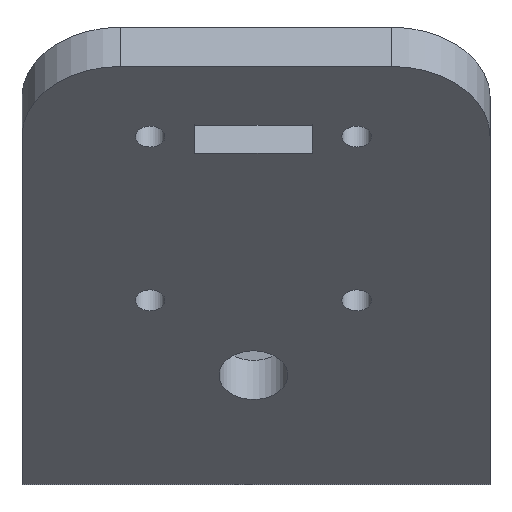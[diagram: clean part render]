
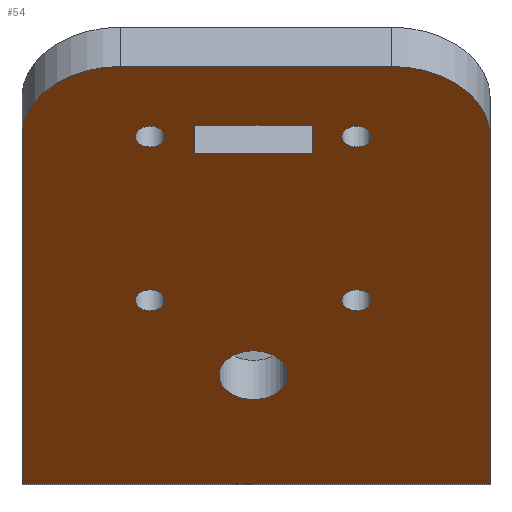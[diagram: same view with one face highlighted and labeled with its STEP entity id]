
A CAD part, top view. The second image highlights one B-rep face of the part: STEP entity #54.
In plain terms, the highlighted planar face has unit normal (0, -0.707, 0.707).
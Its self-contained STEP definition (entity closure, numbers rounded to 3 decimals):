
#54=ADVANCED_FACE('',(#98,#100,#102,#104,#106,#108,#110),#112,.T.);
#98=FACE_BOUND('',#99,.T.);
#99=EDGE_LOOP('',(#328,#329,#330,#331,#332,#333));
#100=FACE_BOUND('',#101,.T.);
#101=EDGE_LOOP('',(#334,#335,#336,#337));
#102=FACE_BOUND('',#103,.T.);
#103=EDGE_LOOP('',(#338));
#104=FACE_BOUND('',#105,.T.);
#105=EDGE_LOOP('',(#339));
#106=FACE_BOUND('',#107,.T.);
#107=EDGE_LOOP('',(#340));
#108=FACE_BOUND('',#109,.T.);
#109=EDGE_LOOP('',(#341));
#110=FACE_BOUND('',#111,.T.);
#111=EDGE_LOOP('',(#342));
#112=PLANE('',#113);
#113=AXIS2_PLACEMENT_3D('',#114,#115,#116);
#114=CARTESIAN_POINT('',(-312.944,-95.8,143.));
#115=DIRECTION('',(0.,-0.707,0.707));
#116=DIRECTION('',(0.,0.707,0.707));
#328=ORIENTED_EDGE('',*,*,#456,.F.);
#329=ORIENTED_EDGE('',*,*,#457,.F.);
#330=ORIENTED_EDGE('',*,*,#458,.F.);
#331=ORIENTED_EDGE('',*,*,#459,.F.);
#332=ORIENTED_EDGE('',*,*,#460,.F.);
#333=ORIENTED_EDGE('',*,*,#461,.T.);
#334=ORIENTED_EDGE('',*,*,#462,.T.);
#335=ORIENTED_EDGE('',*,*,#463,.T.);
#336=ORIENTED_EDGE('',*,*,#464,.T.);
#337=ORIENTED_EDGE('',*,*,#465,.T.);
#338=ORIENTED_EDGE('',*,*,#466,.T.);
#339=ORIENTED_EDGE('',*,*,#467,.T.);
#340=ORIENTED_EDGE('',*,*,#468,.T.);
#341=ORIENTED_EDGE('',*,*,#469,.T.);
#342=ORIENTED_EDGE('',*,*,#470,.T.);
#456=EDGE_CURVE('',#535,#536,#537,.F.);
#457=EDGE_CURVE('',#538,#535,#539,.T.);
#458=EDGE_CURVE('',#540,#538,#541,.T.);
#459=EDGE_CURVE('',#542,#540,#543,.T.);
#460=EDGE_CURVE('',#544,#542,#545,.F.);
#461=EDGE_CURVE('',#544,#536,#546,.T.);
#462=EDGE_CURVE('',#547,#548,#549,.F.);
#463=EDGE_CURVE('',#548,#550,#551,.F.);
#464=EDGE_CURVE('',#550,#552,#553,.F.);
#465=EDGE_CURVE('',#552,#547,#554,.F.);
#466=EDGE_CURVE('',#555,#555,#556,.F.);
#467=EDGE_CURVE('',#557,#557,#558,.F.);
#468=EDGE_CURVE('',#559,#559,#560,.F.);
#469=EDGE_CURVE('',#561,#561,#562,.F.);
#470=EDGE_CURVE('',#563,#563,#564,.F.);
#535=VERTEX_POINT('',#684);
#536=VERTEX_POINT('',#685);
#537=CIRCLE('',#686,10.);
#538=VERTEX_POINT('',#690);
#539=LINE('',#691,#692);
#540=VERTEX_POINT('',#694);
#541=LINE('',#695,#696);
#542=VERTEX_POINT('',#698);
#543=LINE('',#699,#700);
#544=VERTEX_POINT('',#702);
#545=CIRCLE('',#703,10.);
#546=LINE('',#707,#708);
#547=VERTEX_POINT('',#710);
#548=VERTEX_POINT('',#711);
#549=LINE('',#712,#713);
#550=VERTEX_POINT('',#715);
#551=LINE('',#716,#717);
#552=VERTEX_POINT('',#719);
#553=LINE('',#720,#721);
#554=LINE('',#723,#724);
#555=VERTEX_POINT('',#726);
#556=CIRCLE('',#727,1.5);
#557=VERTEX_POINT('',#731);
#558=CIRCLE('',#732,1.5);
#559=VERTEX_POINT('',#736);
#560=CIRCLE('',#737,1.5);
#561=VERTEX_POINT('',#741);
#562=CIRCLE('',#742,1.5);
#563=VERTEX_POINT('',#746);
#564=CIRCLE('',#747,3.5);
#684=CARTESIAN_POINT('',(-361.54,-60.445,178.355));
#685=CARTESIAN_POINT('',(-351.54,-53.374,185.426));
#686=AXIS2_PLACEMENT_3D('',#687,#688,#689);
#687=CARTESIAN_POINT('',(-351.54,-60.445,178.355));
#688=DIRECTION('',(0.,-0.707,0.707));
#689=DIRECTION('',(0.,0.707,0.707));
#690=CARTESIAN_POINT('',(-361.54,-95.8,143.));
#691=CARTESIAN_POINT('',(-361.54,-95.8,143.));
#692=VECTOR('',#693,1.);
#693=DIRECTION('',(0.,0.707,0.707));
#694=CARTESIAN_POINT('',(-313.944,-95.8,143.));
#695=CARTESIAN_POINT('',(-313.944,-95.8,143.));
#696=VECTOR('',#697,1.);
#697=DIRECTION('',(-1.,0.,0.));
#698=CARTESIAN_POINT('',(-313.944,-60.445,178.355));
#699=CARTESIAN_POINT('',(-313.944,-60.445,178.355));
#700=VECTOR('',#701,1.);
#701=DIRECTION('',(0.,-0.707,-0.707));
#702=CARTESIAN_POINT('',(-323.944,-53.374,185.426));
#703=AXIS2_PLACEMENT_3D('',#704,#705,#706);
#704=CARTESIAN_POINT('',(-323.944,-60.445,178.355));
#705=DIRECTION('',(0.,-0.707,0.707));
#706=DIRECTION('',(1.,0.,0.));
#707=CARTESIAN_POINT('',(-323.944,-53.374,185.426));
#708=VECTOR('',#709,1.);
#709=DIRECTION('',(-1.,0.,0.));
#710=CARTESIAN_POINT('',(-332.,-62.165,176.635));
#711=CARTESIAN_POINT('',(-344.,-62.165,176.635));
#712=CARTESIAN_POINT('',(-344.,-62.165,176.635));
#713=VECTOR('',#714,1.);
#714=DIRECTION('',(1.,0.,0.));
#715=CARTESIAN_POINT('',(-344.,-59.337,179.463));
#716=CARTESIAN_POINT('',(-344.,-59.337,179.463));
#717=VECTOR('',#718,1.);
#718=DIRECTION('',(0.,-0.707,-0.707));
#719=CARTESIAN_POINT('',(-332.,-59.337,179.463));
#720=CARTESIAN_POINT('',(-332.,-59.337,179.463));
#721=VECTOR('',#722,1.);
#722=DIRECTION('',(-1.,0.,0.));
#723=CARTESIAN_POINT('',(-332.,-62.165,176.635));
#724=VECTOR('',#725,1.);
#725=DIRECTION('',(0.,0.707,0.707));
#726=CARTESIAN_POINT('',(-347.,-77.111,161.689));
#727=AXIS2_PLACEMENT_3D('',#728,#729,#730);
#728=CARTESIAN_POINT('',(-348.5,-77.111,161.689));
#729=DIRECTION('',(0.,-0.707,0.707));
#730=DIRECTION('',(1.,0.,0.));
#731=CARTESIAN_POINT('',(-326.,-77.111,161.689));
#732=AXIS2_PLACEMENT_3D('',#733,#734,#735);
#733=CARTESIAN_POINT('',(-327.5,-77.111,161.689));
#734=DIRECTION('',(0.,-0.707,0.707));
#735=DIRECTION('',(1.,0.,0.));
#736=CARTESIAN_POINT('',(-326.,-60.494,178.306));
#737=AXIS2_PLACEMENT_3D('',#738,#739,#740);
#738=CARTESIAN_POINT('',(-327.5,-60.494,178.306));
#739=DIRECTION('',(0.,-0.707,0.707));
#740=DIRECTION('',(1.,0.,0.));
#741=CARTESIAN_POINT('',(-347.,-60.494,178.306));
#742=AXIS2_PLACEMENT_3D('',#743,#744,#745);
#743=CARTESIAN_POINT('',(-348.5,-60.494,178.306));
#744=DIRECTION('',(0.,-0.707,0.707));
#745=DIRECTION('',(1.,0.,0.));
#746=CARTESIAN_POINT('',(-334.5,-84.716,154.084));
#747=AXIS2_PLACEMENT_3D('',#748,#749,#750);
#748=CARTESIAN_POINT('',(-338.,-84.716,154.084));
#749=DIRECTION('',(0.,-0.707,0.707));
#750=DIRECTION('',(1.,0.,0.));
